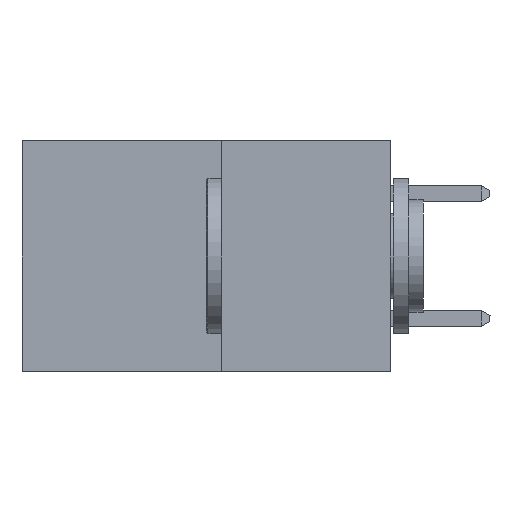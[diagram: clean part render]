
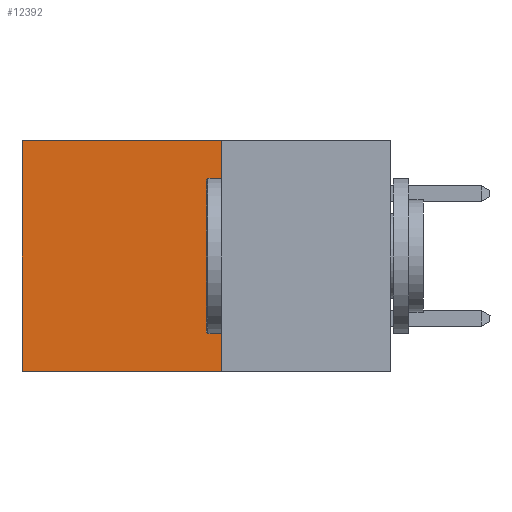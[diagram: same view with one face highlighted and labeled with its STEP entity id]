
A CAD part, left-side view. The second image highlights one B-rep face of the part: STEP entity #12392.
In plain terms, the highlighted planar face has unit normal (-1, 0, 0).
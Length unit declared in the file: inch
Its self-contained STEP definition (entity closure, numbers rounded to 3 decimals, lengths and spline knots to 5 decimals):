
#43 = CARTESIAN_POINT ( 'NONE',  ( 0.277, 0.27, -0.37 ) ) ;
#1848 = LINE ( 'NONE', #12648, #11054 ) ;
#3499 = EDGE_LOOP ( 'NONE', ( #14727, #14902, #15658, #16634 ) ) ;
#5147 = DIRECTION ( 'NONE',  ( 0., 0., -1. ) ) ;
#6319 = VERTEX_POINT ( 'NONE', #12916 ) ;
#7637 = EDGE_CURVE ( 'NONE', #24315, #17267, #14652, .T. ) ;
#8190 = DIRECTION ( 'NONE',  ( 1., 0., 0. ) ) ;
#9224 = VECTOR ( 'NONE', #5147, 39.37008 ) ;
#9653 = DIRECTION ( 'NONE',  ( 0., 1., 0. ) ) ;
#11054 = VECTOR ( 'NONE', #18518, 39.37008 ) ;
#12065 = LINE ( 'NONE', #24892, #16616 ) ;
#12392 = ADVANCED_FACE ( 'NONE', ( #22024 ), #15892, .F. ) ;
#12648 = CARTESIAN_POINT ( 'NONE',  ( 0.277, 0.27, -0.37 ) ) ;
#12916 = CARTESIAN_POINT ( 'NONE',  ( 0.277, 0.59, 0. ) ) ;
#13693 = DIRECTION ( 'NONE',  ( 0., 1., 0. ) ) ;
#14652 = LINE ( 'NONE', #43, #24802 ) ;
#14708 = EDGE_CURVE ( 'NONE', #18821, #24315, #1848, .T. ) ;
#14727 = ORIENTED_EDGE ( 'NONE', *, *, #14815, .T. ) ;
#14815 = EDGE_CURVE ( 'NONE', #6319, #17267, #23918, .T. ) ;
#14902 = ORIENTED_EDGE ( 'NONE', *, *, #7637, .F. ) ;
#15658 = ORIENTED_EDGE ( 'NONE', *, *, #14708, .F. ) ;
#15892 = PLANE ( 'NONE',  #16958 ) ;
#16616 = VECTOR ( 'NONE', #9653, 39.37008 ) ;
#16634 = ORIENTED_EDGE ( 'NONE', *, *, #22283, .T. ) ;
#16958 = AXIS2_PLACEMENT_3D ( 'NONE', #19823, #8190, #21715 ) ;
#17267 = VERTEX_POINT ( 'NONE', #19304 ) ;
#18518 = DIRECTION ( 'NONE',  ( 0., 0., -1. ) ) ;
#18767 = CARTESIAN_POINT ( 'NONE',  ( 0.277, 0.59, -0.37 ) ) ;
#18821 = VERTEX_POINT ( 'NONE', #19567 ) ;
#19304 = CARTESIAN_POINT ( 'NONE',  ( 0.277, 0.59, -0.37 ) ) ;
#19567 = CARTESIAN_POINT ( 'NONE',  ( 0.277, 0.27, 0. ) ) ;
#19823 = CARTESIAN_POINT ( 'NONE',  ( 0.277, 0.27, -0.37 ) ) ;
#21715 = DIRECTION ( 'NONE',  ( 0., 0., -1. ) ) ;
#22024 = FACE_OUTER_BOUND ( 'NONE', #3499, .T. ) ;
#22283 = EDGE_CURVE ( 'NONE', #18821, #6319, #12065, .T. ) ;
#22494 = CARTESIAN_POINT ( 'NONE',  ( 0.277, 0.27, -0.37 ) ) ;
#23918 = LINE ( 'NONE', #18767, #9224 ) ;
#24315 = VERTEX_POINT ( 'NONE', #22494 ) ;
#24802 = VECTOR ( 'NONE', #13693, 39.37008 ) ;
#24892 = CARTESIAN_POINT ( 'NONE',  ( 0.277, 0.27, 0. ) ) ;
